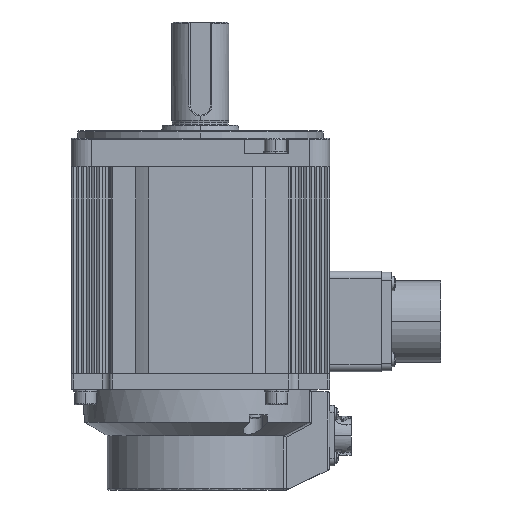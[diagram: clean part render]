
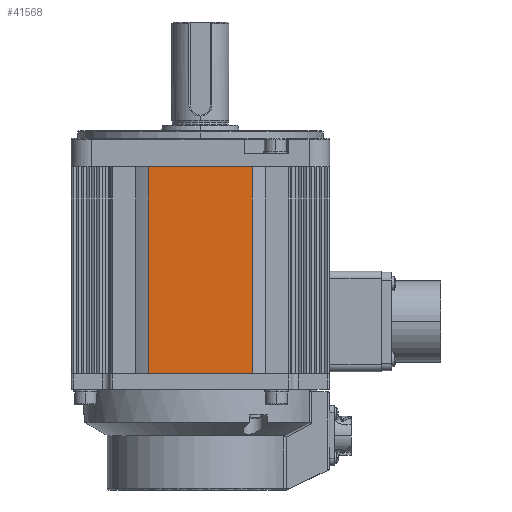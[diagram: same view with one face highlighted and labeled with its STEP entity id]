
A CAD part, left-side view. The second image highlights one B-rep face of the part: STEP entity #41568.
In plain terms, the highlighted planar face has unit normal (-1, 0, 0).
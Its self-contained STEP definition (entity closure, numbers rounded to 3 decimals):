
#2706 = EDGE_CURVE ( 'NONE', #35157, #86625, #48584, .T. ) ;
#3201 = DIRECTION ( 'NONE',  ( 0., 0., 1. ) ) ;
#3394 = DIRECTION ( 'NONE',  ( -1., 0., 0. ) ) ;
#3469 = CARTESIAN_POINT ( 'NONE',  ( -50.075, -73.011, -50.075 ) ) ;
#4138 = PLANE ( 'NONE',  #43452 ) ;
#12336 = FACE_OUTER_BOUND ( 'NONE', #69653, .T. ) ;
#15097 = VECTOR ( 'NONE', #47647, 1000. ) ;
#16192 = LINE ( 'NONE', #69819, #71440 ) ;
#18887 = CARTESIAN_POINT ( 'NONE',  ( -50.075, -73.011, -50.075 ) ) ;
#20199 = ORIENTED_EDGE ( 'NONE', *, *, #2706, .T. ) ;
#22786 = VERTEX_POINT ( 'NONE', #42842 ) ;
#30554 = VECTOR ( 'NONE', #76773, 1000. ) ;
#35157 = VERTEX_POINT ( 'NONE', #72465 ) ;
#41568 = ADVANCED_FACE ( 'NONE', ( #12336 ), #4138, .T. ) ;
#42842 = CARTESIAN_POINT ( 'NONE',  ( -50.075, -43.011, 29.925 ) ) ;
#43452 = AXIS2_PLACEMENT_3D ( 'NONE', #3469, #3394, #3201 ) ;
#47647 = DIRECTION ( 'NONE',  ( 0., -1., 0. ) ) ;
#47844 = CARTESIAN_POINT ( 'NONE',  ( -50.075, -23.011, 29.925 ) ) ;
#48584 = LINE ( 'NONE', #18887, #67846 ) ;
#49496 = ORIENTED_EDGE ( 'NONE', *, *, #72812, .F. ) ;
#57811 = ORIENTED_EDGE ( 'NONE', *, *, #86956, .F. ) ;
#64767 = CARTESIAN_POINT ( 'NONE',  ( -50.075, -43.011, -50.075 ) ) ;
#65140 = ORIENTED_EDGE ( 'NONE', *, *, #79345, .T. ) ;
#67846 = VECTOR ( 'NONE', #75215, 1000. ) ;
#69653 = EDGE_LOOP ( 'NONE', ( #49496, #57811, #65140, #20199 ) ) ;
#69796 = DIRECTION ( 'NONE',  ( 0., 0., -1. ) ) ;
#69819 = CARTESIAN_POINT ( 'NONE',  ( -50.075, -43.011, -50.075 ) ) ;
#71440 = VECTOR ( 'NONE', #69796, 1000. ) ;
#72465 = CARTESIAN_POINT ( 'NONE',  ( -50.075, -3.011, -50.075 ) ) ;
#72569 = LINE ( 'NONE', #47844, #15097 ) ;
#72812 = EDGE_CURVE ( 'NONE', #22786, #86625, #16192, .T. ) ;
#75215 = DIRECTION ( 'NONE',  ( 0., -1., 0. ) ) ;
#76773 = DIRECTION ( 'NONE',  ( 0., 0., -1. ) ) ;
#76853 = CARTESIAN_POINT ( 'NONE',  ( -50.075, -3.011, -50.075 ) ) ;
#79345 = EDGE_CURVE ( 'NONE', #91893, #35157, #85605, .T. ) ;
#85605 = LINE ( 'NONE', #76853, #30554 ) ;
#86625 = VERTEX_POINT ( 'NONE', #64767 ) ;
#86956 = EDGE_CURVE ( 'NONE', #91893, #22786, #72569, .T. ) ;
#91409 = CARTESIAN_POINT ( 'NONE',  ( -50.075, -3.011, 29.925 ) ) ;
#91893 = VERTEX_POINT ( 'NONE', #91409 ) ;
